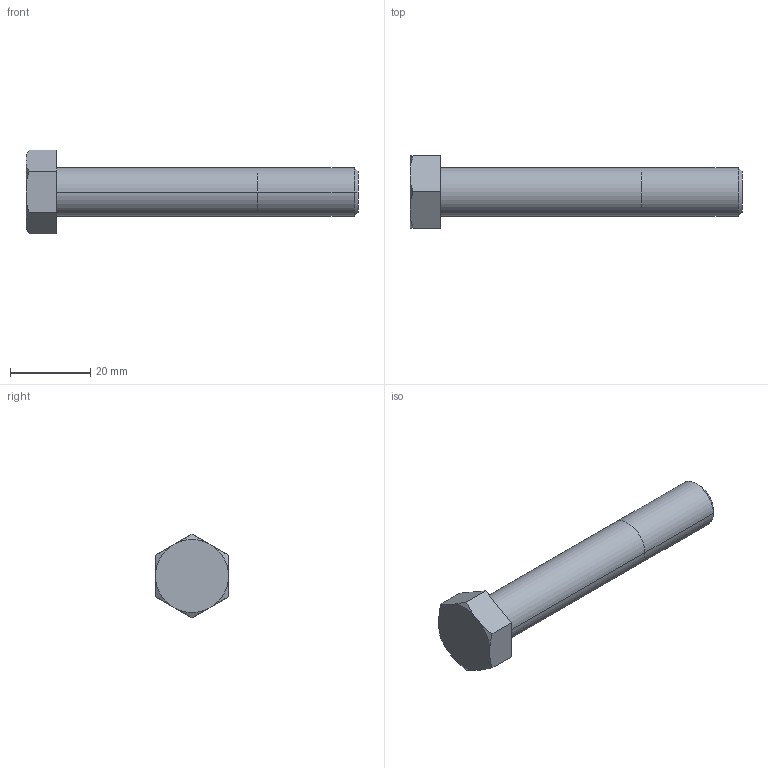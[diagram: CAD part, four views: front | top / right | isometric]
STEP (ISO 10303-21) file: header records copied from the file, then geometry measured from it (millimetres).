
FILE_DESCRIPTION(/* description */ ('VariCAD 2021-1.02 AP-214'),/* implementation_level */ '2;1');
FILE_NAME(/* name */ 'part-25_ShaftBolt.stp',/* time_stamp */ '2022-06-12T18:39:39+02:00',/* author */ (''),/* organization */ (''),/* preprocessor_version */ 'VariCAD 2021-1.02',/* originating_system */ 'VariCAD 2021-1.02; kernel version (20180118)',/* authorisation */ '');
FILE_SCHEMA(('AUTOMOTIVE_DESIGN'));
Length unit declared in the file: millimetre
Products named in the file (2): part-25_ShaftBolt; Screw M12x80
Assembly tree (1 placements, depth 2):
  part-25_ShaftBolt
    Screw M12x80
Bounding box: 82.5 x 18 x 20.78 mm (x, y, z)
Volume: 10565.6 mm3; surface area: 3823.1 mm2
Topology: 1 solids, 1 shells, 21 faces, 50 edges, 32 vertices
Faces by surface type: plane 9, cone 8, cylinder 4
Entity records: 725 total; most frequent: CARTESIAN_POINT 167, DIRECTION 102, ORIENTED_EDGE 100, EDGE_CURVE 50, AXIS2_PLACEMENT_3D 39, VERTEX_POINT 32, LINE 24, VECTOR 24
